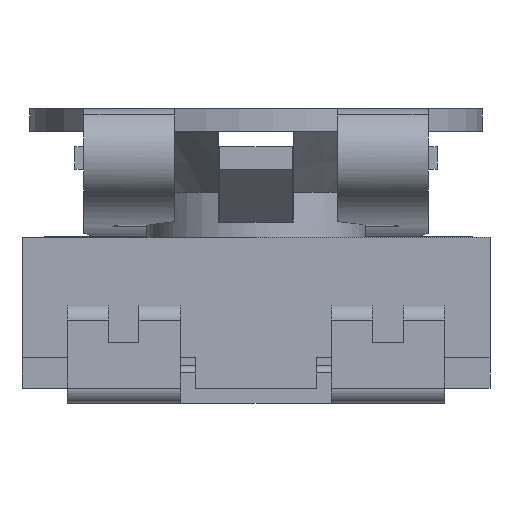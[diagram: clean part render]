
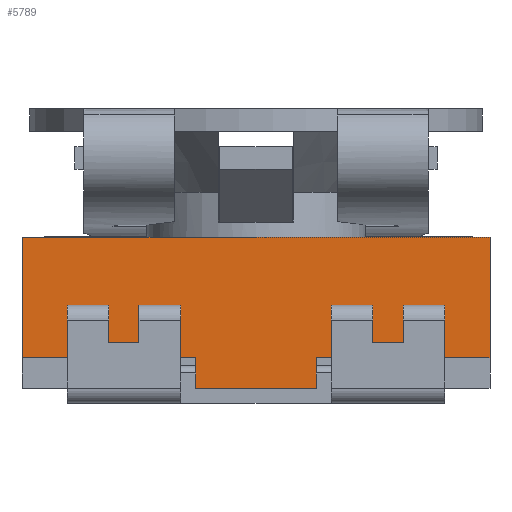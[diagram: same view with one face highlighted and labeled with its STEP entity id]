
A CAD part, front view. The second image highlights one B-rep face of the part: STEP entity #5789.
In plain terms, the highlighted planar face has unit normal (0, -1, 0).
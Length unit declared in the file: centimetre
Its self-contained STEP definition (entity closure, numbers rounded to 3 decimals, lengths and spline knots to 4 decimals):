
#131=FACE_BOUND('',#973,.T.);
#132=FACE_BOUND('',#974,.T.);
#133=FACE_BOUND('',#975,.T.);
#134=FACE_BOUND('',#976,.T.);
#313=PLANE('',#6208);
#634=FACE_OUTER_BOUND('',#972,.T.);
#972=EDGE_LOOP('',(#5101,#5102,#5103,#5104,#5105,#5106,#5107,#5108));
#973=EDGE_LOOP('',(#5109,#5110,#5111,#5112));
#974=EDGE_LOOP('',(#5113,#5114,#5115,#5116));
#975=EDGE_LOOP('',(#5117,#5118,#5119,#5120));
#976=EDGE_LOOP('',(#5121,#5122,#5123,#5124));
#1307=LINE('',#8811,#1910);
#1311=LINE('',#8819,#1914);
#1314=LINE('',#8825,#1917);
#1319=LINE('',#8836,#1922);
#1323=LINE('',#8845,#1926);
#1327=LINE('',#8853,#1930);
#1330=LINE('',#8859,#1933);
#1334=LINE('',#8868,#1937);
#1389=LINE('',#8999,#1992);
#1393=LINE('',#9007,#1996);
#1396=LINE('',#9013,#1999);
#1401=LINE('',#9024,#2004);
#1405=LINE('',#9033,#2008);
#1409=LINE('',#9041,#2012);
#1412=LINE('',#9047,#2015);
#1416=LINE('',#9056,#2019);
#1544=LINE('',#9386,#2147);
#1564=LINE('',#9814,#2167);
#1573=LINE('',#9832,#2176);
#1575=LINE('',#9836,#2178);
#1576=LINE('',#9838,#2179);
#1577=LINE('',#9839,#2180);
#1578=LINE('',#9841,#2181);
#1579=LINE('',#9842,#2182);
#1910=VECTOR('',#6856,100.);
#1914=VECTOR('',#6862,100.);
#1917=VECTOR('',#6867,100.);
#1922=VECTOR('',#6876,100.);
#1926=VECTOR('',#6882,100.);
#1930=VECTOR('',#6888,100.);
#1933=VECTOR('',#6893,100.);
#1937=VECTOR('',#6901,100.);
#1992=VECTOR('',#7034,100.);
#1996=VECTOR('',#7040,100.);
#1999=VECTOR('',#7045,100.);
#2004=VECTOR('',#7054,100.);
#2008=VECTOR('',#7060,100.);
#2012=VECTOR('',#7066,100.);
#2015=VECTOR('',#7071,100.);
#2019=VECTOR('',#7079,100.);
#2147=VECTOR('',#7397,100.);
#2167=VECTOR('',#7423,100.);
#2176=VECTOR('',#7436,100.);
#2178=VECTOR('',#7440,100.);
#2179=VECTOR('',#7441,100.);
#2180=VECTOR('',#7442,100.);
#2181=VECTOR('',#7443,100.);
#2182=VECTOR('',#7444,100.);
#2708=VERTEX_POINT('',#8809);
#2709=VERTEX_POINT('',#8810);
#2712=VERTEX_POINT('',#8818);
#2714=VERTEX_POINT('',#8824);
#2721=VERTEX_POINT('',#8843);
#2722=VERTEX_POINT('',#8844);
#2725=VERTEX_POINT('',#8852);
#2727=VERTEX_POINT('',#8858);
#2766=VERTEX_POINT('',#8997);
#2767=VERTEX_POINT('',#8998);
#2770=VERTEX_POINT('',#9006);
#2772=VERTEX_POINT('',#9012);
#2779=VERTEX_POINT('',#9031);
#2780=VERTEX_POINT('',#9032);
#2783=VERTEX_POINT('',#9040);
#2785=VERTEX_POINT('',#9046);
#2894=VERTEX_POINT('',#9383);
#2895=VERTEX_POINT('',#9385);
#2942=VERTEX_POINT('',#9811);
#2943=VERTEX_POINT('',#9813);
#2950=VERTEX_POINT('',#9830);
#2951=VERTEX_POINT('',#9835);
#2952=VERTEX_POINT('',#9837);
#2953=VERTEX_POINT('',#9840);
#3359=EDGE_CURVE('',#2708,#2709,#1307,.T.);
#3363=EDGE_CURVE('',#2712,#2708,#1311,.T.);
#3366=EDGE_CURVE('',#2709,#2714,#1314,.T.);
#3372=EDGE_CURVE('',#2714,#2712,#1319,.T.);
#3376=EDGE_CURVE('',#2721,#2722,#1323,.T.);
#3380=EDGE_CURVE('',#2725,#2721,#1327,.T.);
#3383=EDGE_CURVE('',#2722,#2727,#1330,.T.);
#3388=EDGE_CURVE('',#2727,#2725,#1334,.T.);
#3453=EDGE_CURVE('',#2766,#2767,#1389,.T.);
#3457=EDGE_CURVE('',#2770,#2766,#1393,.T.);
#3460=EDGE_CURVE('',#2767,#2772,#1396,.T.);
#3466=EDGE_CURVE('',#2772,#2770,#1401,.T.);
#3470=EDGE_CURVE('',#2779,#2780,#1405,.T.);
#3474=EDGE_CURVE('',#2783,#2779,#1409,.T.);
#3477=EDGE_CURVE('',#2780,#2785,#1412,.T.);
#3482=EDGE_CURVE('',#2785,#2783,#1416,.T.);
#3645=EDGE_CURVE('',#2894,#2895,#1544,.T.);
#3694=EDGE_CURVE('',#2943,#2942,#1564,.T.);
#3703=EDGE_CURVE('',#2894,#2950,#1573,.T.);
#3705=EDGE_CURVE('',#2951,#2942,#1575,.T.);
#3706=EDGE_CURVE('',#2952,#2951,#1576,.T.);
#3707=EDGE_CURVE('',#2895,#2952,#1577,.T.);
#3708=EDGE_CURVE('',#2953,#2950,#1578,.T.);
#3709=EDGE_CURVE('',#2953,#2943,#1579,.T.);
#5101=ORIENTED_EDGE('',*,*,#3694,.T.);
#5102=ORIENTED_EDGE('',*,*,#3705,.F.);
#5103=ORIENTED_EDGE('',*,*,#3706,.F.);
#5104=ORIENTED_EDGE('',*,*,#3707,.F.);
#5105=ORIENTED_EDGE('',*,*,#3645,.F.);
#5106=ORIENTED_EDGE('',*,*,#3703,.T.);
#5107=ORIENTED_EDGE('',*,*,#3708,.F.);
#5108=ORIENTED_EDGE('',*,*,#3709,.T.);
#5109=ORIENTED_EDGE('',*,*,#3366,.F.);
#5110=ORIENTED_EDGE('',*,*,#3359,.F.);
#5111=ORIENTED_EDGE('',*,*,#3363,.F.);
#5112=ORIENTED_EDGE('',*,*,#3372,.F.);
#5113=ORIENTED_EDGE('',*,*,#3383,.F.);
#5114=ORIENTED_EDGE('',*,*,#3376,.F.);
#5115=ORIENTED_EDGE('',*,*,#3380,.F.);
#5116=ORIENTED_EDGE('',*,*,#3388,.F.);
#5117=ORIENTED_EDGE('',*,*,#3460,.F.);
#5118=ORIENTED_EDGE('',*,*,#3453,.F.);
#5119=ORIENTED_EDGE('',*,*,#3457,.F.);
#5120=ORIENTED_EDGE('',*,*,#3466,.F.);
#5121=ORIENTED_EDGE('',*,*,#3477,.F.);
#5122=ORIENTED_EDGE('',*,*,#3470,.F.);
#5123=ORIENTED_EDGE('',*,*,#3474,.F.);
#5124=ORIENTED_EDGE('',*,*,#3482,.F.);
#5789=ADVANCED_FACE('',(#634,#131,#132,#133,#134),#313,.F.);
#6208=AXIS2_PLACEMENT_3D('',#9834,#7438,#7439);
#6856=DIRECTION('',(1.,0.,0.));
#6862=DIRECTION('',(0.,0.,-1.));
#6867=DIRECTION('',(0.,0.,1.));
#6876=DIRECTION('',(-1.,0.,0.));
#6882=DIRECTION('',(1.,0.,0.));
#6888=DIRECTION('',(0.,0.,-1.));
#6893=DIRECTION('',(0.,0.,1.));
#6901=DIRECTION('',(-1.,0.,0.));
#7034=DIRECTION('',(1.,0.,0.));
#7040=DIRECTION('',(0.,0.,-1.));
#7045=DIRECTION('',(0.,0.,1.));
#7054=DIRECTION('',(-1.,0.,0.));
#7060=DIRECTION('',(1.,0.,0.));
#7066=DIRECTION('',(0.,0.,-1.));
#7071=DIRECTION('',(0.,0.,1.));
#7079=DIRECTION('',(-1.,0.,0.));
#7397=DIRECTION('',(1.,0.,0.));
#7423=DIRECTION('',(1.,0.,0.));
#7436=DIRECTION('',(0.,0.,-1.));
#7438=DIRECTION('center_axis',(0.,1.,0.));
#7439=DIRECTION('ref_axis',(-1.,0.,0.));
#7440=DIRECTION('',(0.,0.,-1.));
#7441=DIRECTION('',(-1.,0.,0.));
#7442=DIRECTION('',(0.,0.,-1.));
#7443=DIRECTION('',(-1.,0.,0.));
#7444=DIRECTION('',(0.,0.,-1.));
#8809=CARTESIAN_POINT('',(-0.1225,-0.16,0.0459));
#8810=CARTESIAN_POINT('',(-0.1013,-0.16,0.0459));
#8811=CARTESIAN_POINT('',(-0.1225,-0.16,0.0459));
#8818=CARTESIAN_POINT('',(-0.1225,-0.16,0.065));
#8819=CARTESIAN_POINT('',(-0.1225,-0.16,0.065));
#8824=CARTESIAN_POINT('',(-0.1013,-0.16,0.065));
#8825=CARTESIAN_POINT('',(-0.1013,-0.16,0.0459));
#8836=CARTESIAN_POINT('',(-0.1225,-0.16,0.065));
#8843=CARTESIAN_POINT('',(-0.0738,-0.16,0.0459));
#8844=CARTESIAN_POINT('',(-0.0525,-0.16,0.0459));
#8845=CARTESIAN_POINT('',(-0.0738,-0.16,0.0459));
#8852=CARTESIAN_POINT('',(-0.0738,-0.16,0.065));
#8853=CARTESIAN_POINT('',(-0.0738,-0.16,0.065));
#8858=CARTESIAN_POINT('',(-0.0525,-0.16,0.065));
#8859=CARTESIAN_POINT('',(-0.0525,-0.16,0.0459));
#8868=CARTESIAN_POINT('',(-0.0738,-0.16,0.065));
#8997=CARTESIAN_POINT('',(0.0525,-0.16,0.0459));
#8998=CARTESIAN_POINT('',(0.0738,-0.16,0.0459));
#8999=CARTESIAN_POINT('',(0.0525,-0.16,0.0459));
#9006=CARTESIAN_POINT('',(0.0525,-0.16,0.065));
#9007=CARTESIAN_POINT('',(0.0525,-0.16,0.065));
#9012=CARTESIAN_POINT('',(0.0738,-0.16,0.065));
#9013=CARTESIAN_POINT('',(0.0738,-0.16,0.0459));
#9024=CARTESIAN_POINT('',(0.0525,-0.16,0.065));
#9031=CARTESIAN_POINT('',(0.1013,-0.16,0.0459));
#9032=CARTESIAN_POINT('',(0.1225,-0.16,0.0459));
#9033=CARTESIAN_POINT('',(0.1013,-0.16,0.0459));
#9040=CARTESIAN_POINT('',(0.1013,-0.16,0.065));
#9041=CARTESIAN_POINT('',(0.1013,-0.16,0.065));
#9046=CARTESIAN_POINT('',(0.1225,-0.16,0.065));
#9047=CARTESIAN_POINT('',(0.1225,-0.16,0.0459));
#9056=CARTESIAN_POINT('',(0.1013,-0.16,0.065));
#9383=CARTESIAN_POINT('',(-0.155,-0.16,0.11));
#9385=CARTESIAN_POINT('',(0.155,-0.16,0.11));
#9386=CARTESIAN_POINT('',(0.155,-0.16,0.11));
#9811=CARTESIAN_POINT('',(0.04,-0.16,0.01));
#9813=CARTESIAN_POINT('',(-0.04,-0.16,0.01));
#9814=CARTESIAN_POINT('',(0.155,-0.16,0.01));
#9830=CARTESIAN_POINT('',(-0.155,-0.16,0.03));
#9832=CARTESIAN_POINT('',(-0.155,-0.16,0.11));
#9834=CARTESIAN_POINT('Origin',(0.155,-0.16,0.11));
#9835=CARTESIAN_POINT('',(0.04,-0.16,0.03));
#9836=CARTESIAN_POINT('',(0.04,-0.16,0.03));
#9837=CARTESIAN_POINT('',(0.155,-0.16,0.03));
#9838=CARTESIAN_POINT('',(0.155,-0.16,0.03));
#9839=CARTESIAN_POINT('',(0.155,-0.16,0.11));
#9840=CARTESIAN_POINT('',(-0.04,-0.16,0.03));
#9841=CARTESIAN_POINT('',(-0.155,-0.16,0.03));
#9842=CARTESIAN_POINT('',(-0.04,-0.16,0.03));
